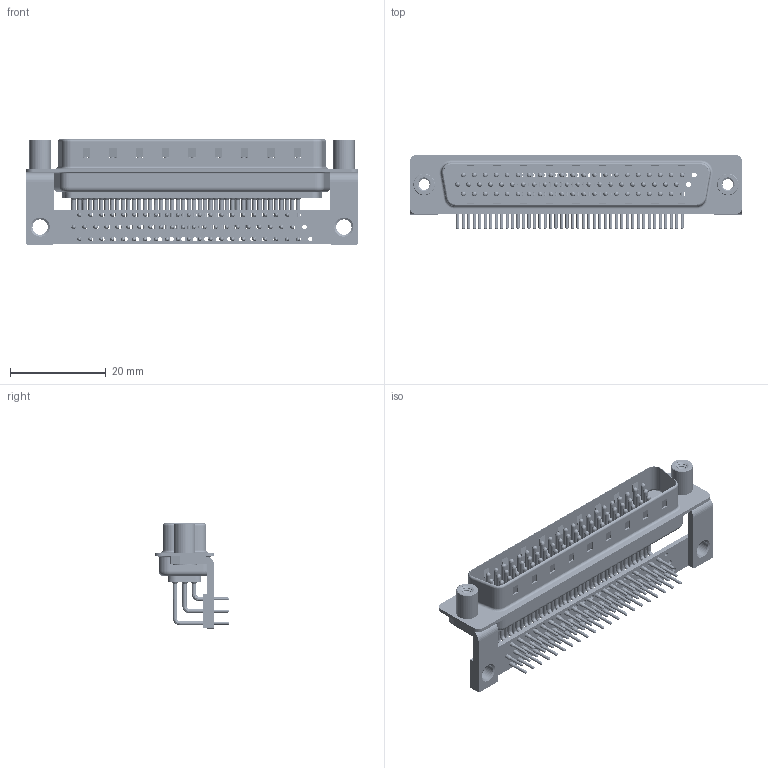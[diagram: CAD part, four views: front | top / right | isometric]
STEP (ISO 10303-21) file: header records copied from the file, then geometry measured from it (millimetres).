
FILE_DESCRIPTION (( 'STEP AP203' ), '1' );
FILE_NAME ('633-M62-263-BN6.STEP', '2018-09-28T02:20:17', ( '' ), ( '' ), 'SwSTEP 2.0', 'SolidWorks 2016', '' );
FILE_SCHEMA (( 'CONFIG_CONTROL_DESIGN' ));
Length unit declared in the file: millimetre
Products named in the file (10): 633-M62-263-BN6; 633M Shell Front_62 Contacts; 633M Shell Rear_62 Contacts; 633M Contact Row 1; 633M Contact Row 2; 633M Contact Row 3; 633M Stabilizer Bracket; 633M 4-40 Threaded Standoff; 633M Stabilizer Board_62 Contacts; 633M Housing_62 Contacts
Assembly tree (70 placements, depth 2):
  633-M62-263-BN6
    633M Housing_62 Contacts
    633M Shell Front_62 Contacts
    633M Shell Rear_62 Contacts
    633M Contact Row 1  x21
    633M Contact Row 2  x21
    633M Contact Row 3  x20
    633M Stabilizer Bracket  x2
    633M 4-40 Threaded Standoff  x2
    633M Stabilizer Board_62 Contacts
Bounding box: 69.4 x 15.6 x 22 mm (x, y, z)
Volume: 5201.4 mm3; surface area: 15819 mm2
Topology: 70 solids, 70 shells, 7456 faces, 20961 edges, 13658 vertices
Faces by surface type: plane 4199, cylinder 2561, bspline 378, cone 262, torus 56
Entity records: 47205 total; most frequent: CARTESIAN_POINT 9413, DIRECTION 7775, ORIENTED_EDGE 6954, EDGE_CURVE 3477, AXIS2_PLACEMENT_3D 2967, VERTEX_POINT 2275, VECTOR 1841, LINE 1841
